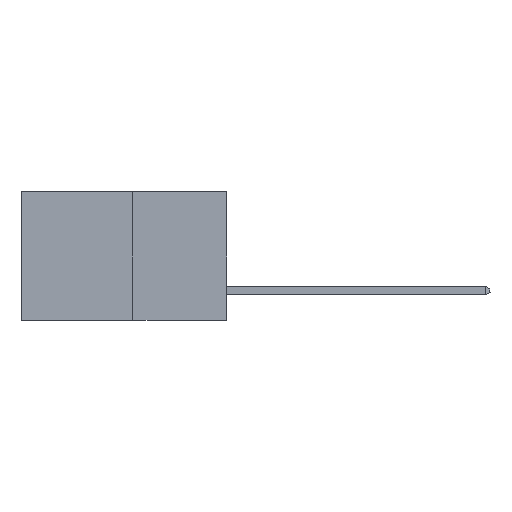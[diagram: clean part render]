
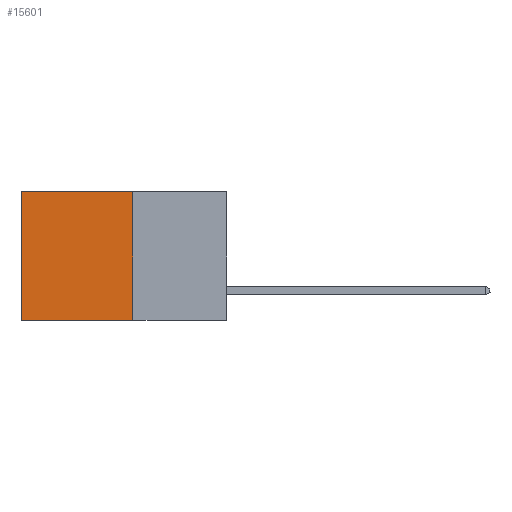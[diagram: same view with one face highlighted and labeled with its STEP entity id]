
A CAD part, left-side view. The second image highlights one B-rep face of the part: STEP entity #15601.
In plain terms, the highlighted planar face has unit normal (-1, 0, 0).
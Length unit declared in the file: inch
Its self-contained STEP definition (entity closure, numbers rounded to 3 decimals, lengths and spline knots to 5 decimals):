
#36 = VERTEX_POINT ( 'NONE', #12204 ) ;
#231 = ORIENTED_EDGE ( 'NONE', *, *, #30073, .T. ) ;
#585 = LINE ( 'NONE', #19534, #12948 ) ;
#3210 = LINE ( 'NONE', #6211, #8246 ) ;
#6211 = CARTESIAN_POINT ( 'NONE',  ( 0.277, 0.27, 0. ) ) ;
#6478 = PLANE ( 'NONE',  #19367 ) ;
#7216 = CARTESIAN_POINT ( 'NONE',  ( 0.277, 0.59, -0.37 ) ) ;
#7753 = LINE ( 'NONE', #8901, #13492 ) ;
#8246 = VECTOR ( 'NONE', #18438, 39.37008 ) ;
#8373 = FACE_OUTER_BOUND ( 'NONE', #12382, .T. ) ;
#8901 = CARTESIAN_POINT ( 'NONE',  ( 0.277, 0.27, -0.37 ) ) ;
#8950 = DIRECTION ( 'NONE',  ( 1., 0., 0. ) ) ;
#9572 = DIRECTION ( 'NONE',  ( 0., 0., -1. ) ) ;
#9703 = CARTESIAN_POINT ( 'NONE',  ( 0.277, 0.59, -0.37 ) ) ;
#9734 = EDGE_CURVE ( 'NONE', #18421, #17812, #15082, .T. ) ;
#11143 = ORIENTED_EDGE ( 'NONE', *, *, #26299, .F. ) ;
#12204 = CARTESIAN_POINT ( 'NONE',  ( 0.277, 0.27, -0.37 ) ) ;
#12382 = EDGE_LOOP ( 'NONE', ( #28247, #11143, #22960, #231 ) ) ;
#12948 = VECTOR ( 'NONE', #21931, 39.37008 ) ;
#13492 = VECTOR ( 'NONE', #23361, 39.37008 ) ;
#15082 = LINE ( 'NONE', #9703, #27186 ) ;
#15601 = ADVANCED_FACE ( 'NONE', ( #8373 ), #6478, .F. ) ;
#17812 = VERTEX_POINT ( 'NONE', #7216 ) ;
#18421 = VERTEX_POINT ( 'NONE', #23929 ) ;
#18438 = DIRECTION ( 'NONE',  ( 0., 1., 0. ) ) ;
#19367 = AXIS2_PLACEMENT_3D ( 'NONE', #23409, #8950, #25890 ) ;
#19437 = VERTEX_POINT ( 'NONE', #28475 ) ;
#19534 = CARTESIAN_POINT ( 'NONE',  ( 0.277, 0.27, -0.37 ) ) ;
#21931 = DIRECTION ( 'NONE',  ( 0., 0., -1. ) ) ;
#22960 = ORIENTED_EDGE ( 'NONE', *, *, #28629, .F. ) ;
#23361 = DIRECTION ( 'NONE',  ( 0., 1., 0. ) ) ;
#23409 = CARTESIAN_POINT ( 'NONE',  ( 0.277, 0.27, -0.37 ) ) ;
#23929 = CARTESIAN_POINT ( 'NONE',  ( 0.277, 0.59, 0. ) ) ;
#25890 = DIRECTION ( 'NONE',  ( 0., 0., -1. ) ) ;
#26299 = EDGE_CURVE ( 'NONE', #36, #17812, #7753, .T. ) ;
#27186 = VECTOR ( 'NONE', #9572, 39.37008 ) ;
#28247 = ORIENTED_EDGE ( 'NONE', *, *, #9734, .T. ) ;
#28475 = CARTESIAN_POINT ( 'NONE',  ( 0.277, 0.27, 0. ) ) ;
#28629 = EDGE_CURVE ( 'NONE', #19437, #36, #585, .T. ) ;
#30073 = EDGE_CURVE ( 'NONE', #19437, #18421, #3210, .T. ) ;
